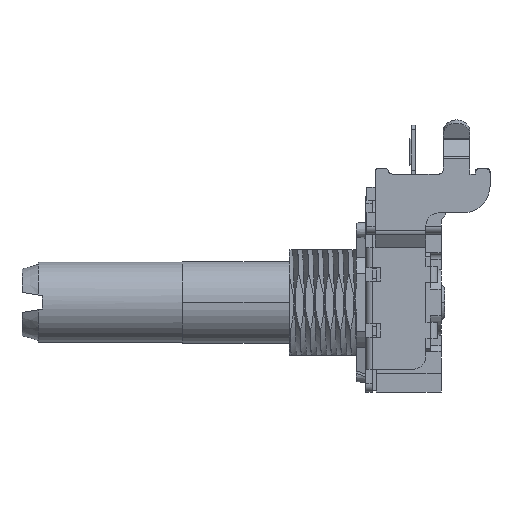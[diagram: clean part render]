
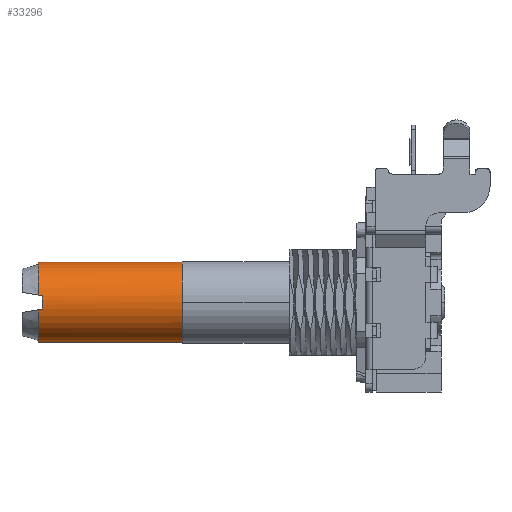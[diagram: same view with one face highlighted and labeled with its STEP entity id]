
A CAD part, left-side view. The second image highlights one B-rep face of the part: STEP entity #33296.
In plain terms, the highlighted cylindrical face has radius 3 mm (diameter 6 mm), a partial arc.
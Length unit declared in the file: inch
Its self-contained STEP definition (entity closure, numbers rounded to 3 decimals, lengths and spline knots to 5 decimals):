
#11116=CARTESIAN_POINT('',(0.,0.19424,0.));
#11117=DIRECTION('',(0.,-1.,0.));
#11118=DIRECTION('',(0.5,0.,0.866));
#11119=AXIS2_PLACEMENT_3D('',#11116,#11117,#11118);
#11121=CARTESIAN_POINT('',(0.,0.60763,0.));
#11122=DIRECTION('',(0.,-1.,0.));
#11123=DIRECTION('',(-0.986,0.,0.167));
#11124=AXIS2_PLACEMENT_3D('',#11121,#11122,#11123);
#11130=CARTESIAN_POINT('',(-0.11646,0.60763,
-0.01969));
#11131=CARTESIAN_POINT('',(-0.11635,0.61157,
-0.02034));
#11132=CARTESIAN_POINT('',(-0.11623,0.6155,
-0.021));
#11133=CARTESIAN_POINT('',(-0.11611,0.61944,
-0.02165));
#11150=CARTESIAN_POINT('',(0.,0.61944,0.));
#11151=DIRECTION('',(0.,-1.,0.));
#11152=DIRECTION('',(-0.983,0.,-0.183));
#11153=AXIS2_PLACEMENT_3D('',#11150,#11151,#11152);
#11208=DIRECTION('',(0.,-1.,0.));
#11209=VECTOR('',#11208,0.4252);
#11210=CARTESIAN_POINT('',(0.05906,0.61944,
-0.10229));
#11211=LINE('',#11210,#11209);
#11216=DIRECTION('',(0.,-1.,0.));
#11217=VECTOR('',#11216,0.4252);
#11218=CARTESIAN_POINT('',(0.05906,0.61944,
0.10229));
#11219=LINE('',#11218,#11217);
#11227=CARTESIAN_POINT('',(-0.11611,0.61944,
0.02165));
#11228=CARTESIAN_POINT('',(-0.11623,0.6155,
0.021));
#11229=CARTESIAN_POINT('',(-0.11635,0.61157,
0.02034));
#11230=CARTESIAN_POINT('',(-0.11646,0.60763,
0.01969));
#11263=CARTESIAN_POINT('',(0.,0.61944,0.));
#11264=DIRECTION('',(0.,-1.,0.));
#11265=DIRECTION('',(0.5,0.,0.866));
#11266=AXIS2_PLACEMENT_3D('',#11263,#11264,#11265);
#11782=CARTESIAN_POINT('',(-0.11646,0.60763,
0.01969));
#11783=CARTESIAN_POINT('',(-0.11646,0.60763,
-0.01969));
#11784=VERTEX_POINT('',#11782);
#11785=VERTEX_POINT('',#11783);
#11786=VERTEX_POINT('',#11133);
#11953=CARTESIAN_POINT('',(0.05906,0.19424,
0.10229));
#11954=CARTESIAN_POINT('',(0.05906,0.19424,
-0.10229));
#11955=VERTEX_POINT('',#11953);
#11956=VERTEX_POINT('',#11954);
#11957=VERTEX_POINT('',#11227);
#11958=CARTESIAN_POINT('',(0.05906,0.61944,
-0.10229));
#11959=VERTEX_POINT('',#11958);
#11960=CARTESIAN_POINT('',(0.05906,0.61944,
0.10229));
#11961=VERTEX_POINT('',#11960);
#33274=CARTESIAN_POINT('',(0.,0.72889,0.));
#33275=DIRECTION('',(0.,-1.,0.));
#33276=DIRECTION('',(1.,0.,0.));
#33277=AXIS2_PLACEMENT_3D('',#33274,#33275,#33276);
#33278=CYLINDRICAL_SURFACE('',#33277,0.11811);
#33280=ORIENTED_EDGE('',*,*,#33279,.F.);
#33282=ORIENTED_EDGE('',*,*,#33281,.F.);
#33284=ORIENTED_EDGE('',*,*,#33283,.F.);
#33286=ORIENTED_EDGE('',*,*,#33285,.T.);
#33287=ORIENTED_EDGE('',*,*,#33260,.T.);
#33289=ORIENTED_EDGE('',*,*,#33288,.F.);
#33291=ORIENTED_EDGE('',*,*,#33290,.F.);
#33293=ORIENTED_EDGE('',*,*,#33292,.F.);
#33294=EDGE_LOOP('',(#33280,#33282,#33284,#33286,#33287,#33289,#33291,#33293));
#33295=FACE_OUTER_BOUND('',#33294,.F.);
#33296=ADVANCED_FACE('',(#33295),#33278,.T.);
#11120=CIRCLE('',#11119,0.11811);
#11125=CIRCLE('',#11124,0.11811);
#11134=B_SPLINE_CURVE_WITH_KNOTS('',3,(#11130,#11131,#11132,#11133),
.UNSPECIFIED.,.F.,.F.,(4,4),(0.,1.),.UNSPECIFIED.);
#11154=CIRCLE('',#11153,0.11811);
#11231=B_SPLINE_CURVE_WITH_KNOTS('',3,(#11227,#11228,#11229,#11230),
.UNSPECIFIED.,.F.,.F.,(4,4),(0.,1.),.UNSPECIFIED.);
#11267=CIRCLE('',#11266,0.11811);
#33260=EDGE_CURVE('',#11955,#11956,#11120,.T.);
#33279=EDGE_CURVE('',#11784,#11785,#11125,.T.);
#33281=EDGE_CURVE('',#11957,#11784,#11231,.T.);
#33283=EDGE_CURVE('',#11961,#11957,#11267,.T.);
#33285=EDGE_CURVE('',#11961,#11955,#11219,.T.);
#33288=EDGE_CURVE('',#11959,#11956,#11211,.T.);
#33290=EDGE_CURVE('',#11786,#11959,#11154,.T.);
#33292=EDGE_CURVE('',#11785,#11786,#11134,.T.);
